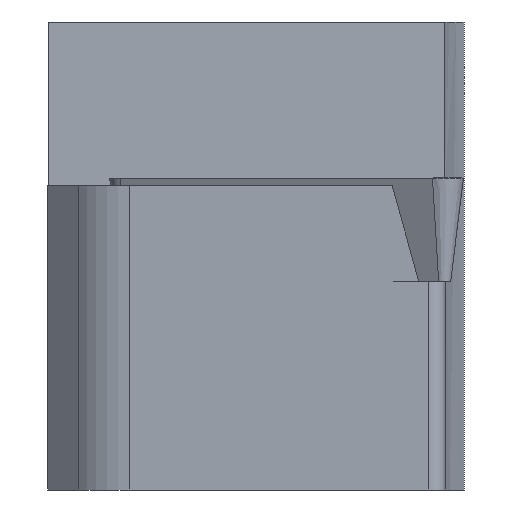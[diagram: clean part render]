
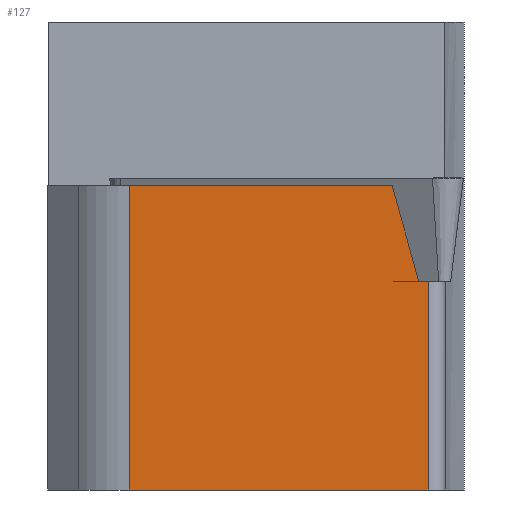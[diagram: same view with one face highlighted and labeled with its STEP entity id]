
A CAD part, left-side view. The second image highlights one B-rep face of the part: STEP entity #127.
In plain terms, the highlighted planar face has unit normal (-0.999, 0.052, 0).
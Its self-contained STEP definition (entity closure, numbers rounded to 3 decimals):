
#105=PLANE('',#575);
#127=ADVANCED_FACE('',(#156),#105,.F.);
#156=FACE_OUTER_BOUND('',#182,.T.);
#182=EDGE_LOOP('',(#324,#325,#326,#327,#328,#329));
#212=LINE('',#767,#263);
#213=LINE('',#771,#264);
#214=LINE('',#773,#265);
#215=LINE('',#775,#266);
#216=LINE('',#777,#267);
#217=LINE('',#779,#268);
#263=VECTOR('',#630,1.);
#264=VECTOR('',#635,1.);
#265=VECTOR('',#636,1.);
#266=VECTOR('',#637,1.);
#267=VECTOR('',#638,1.);
#268=VECTOR('',#639,1.);
#324=ORIENTED_EDGE('',*,*,#498,.F.);
#325=ORIENTED_EDGE('',*,*,#499,.T.);
#326=ORIENTED_EDGE('',*,*,#500,.F.);
#327=ORIENTED_EDGE('',*,*,#501,.T.);
#328=ORIENTED_EDGE('',*,*,#502,.F.);
#329=ORIENTED_EDGE('',*,*,#496,.F.);
#450=VERTEX_POINT('',#766);
#451=VERTEX_POINT('',#768);
#452=VERTEX_POINT('',#772);
#453=VERTEX_POINT('',#774);
#454=VERTEX_POINT('',#776);
#455=VERTEX_POINT('',#778);
#496=EDGE_CURVE('',#450,#451,#212,.T.);
#498=EDGE_CURVE('',#452,#450,#213,.T.);
#499=EDGE_CURVE('',#452,#453,#214,.T.);
#500=EDGE_CURVE('',#454,#453,#215,.T.);
#501=EDGE_CURVE('',#454,#455,#216,.T.);
#502=EDGE_CURVE('',#451,#455,#217,.T.);
#575=AXIS2_PLACEMENT_3D('',#780,#640,#641);
#630=DIRECTION('',(0.,0.,-1.));
#635=DIRECTION('',(-0.052,-0.999,0.));
#636=DIRECTION('',(0.014,0.269,0.963));
#637=DIRECTION('',(-0.052,-0.999,0.));
#638=DIRECTION('',(0.,0.,-1.));
#639=DIRECTION('',(0.052,0.999,0.));
#640=DIRECTION('',(0.999,-0.052,0.));
#641=DIRECTION('',(0.052,0.999,0.));
#766=CARTESIAN_POINT('',(1.501,-14.644,-3.97));
#767=CARTESIAN_POINT('',(1.501,-14.644,221.318));
#768=CARTESIAN_POINT('',(1.501,-14.644,-12.));
#771=CARTESIAN_POINT('',(2.104,-3.126,-3.97));
#772=CARTESIAN_POINT('',(1.521,-14.262,-3.97));
#773=CARTESIAN_POINT('',(4.626,44.979,207.825));
#774=CARTESIAN_POINT('',(1.575,-13.235,-0.3));
#775=CARTESIAN_POINT('',(2.262,-0.119,-0.3));
#776=CARTESIAN_POINT('',(2.104,-3.126,-0.3));
#777=CARTESIAN_POINT('',(2.104,-3.126,221.318));
#778=CARTESIAN_POINT('',(2.104,-3.126,-12.));
#779=CARTESIAN_POINT('',(2.262,-0.119,-12.));
#780=CARTESIAN_POINT('',(2.104,-3.126,221.318));
